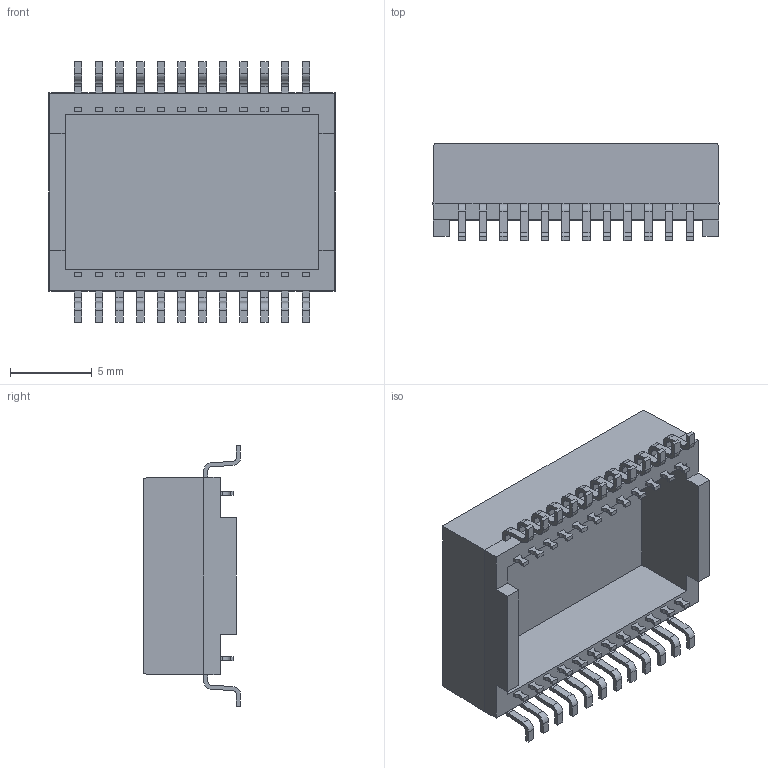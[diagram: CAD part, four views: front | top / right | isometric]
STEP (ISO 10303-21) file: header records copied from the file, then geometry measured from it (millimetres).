
FILE_DESCRIPTION((''),'2;1');
FILE_NAME('UTV24C01','2023-03-06T',('Administrator'),(''),'PRO/ENGINEER BY PARAMETRIC TECHNOLOGY CORPORATION, 2008380','PRO/ENGINEER BY PARAMETRIC TECHNOLOGY CORPORATION, 2008380','');
FILE_SCHEMA(('CONFIG_CONTROL_DESIGN'));
Length unit declared in the file: millimetre
Products named in the file (1): UTV24C01
Bounding box: 17.55 x 5.95 x 16 mm (x, y, z)
Volume: 438.4 mm3; surface area: 1095 mm2
Topology: 1 solids, 1 shells, 1254 faces, 3624 edges, 2431 vertices
Faces by surface type: plane 1108, cylinder 146
Entity records: 40815 total; most frequent: CARTESIAN_POINT 7309, ORIENTED_EDGE 7248, DIRECTION 6521, EDGE_CURVE 3624, VECTOR 3235, LINE 3235, VERTEX_POINT 2431, AXIS2_PLACEMENT_3D 1643
